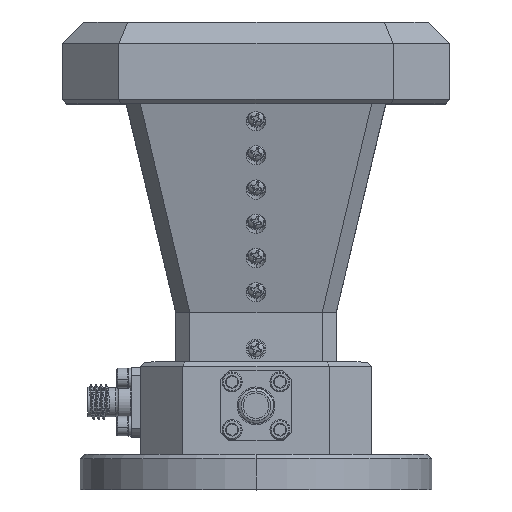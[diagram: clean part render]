
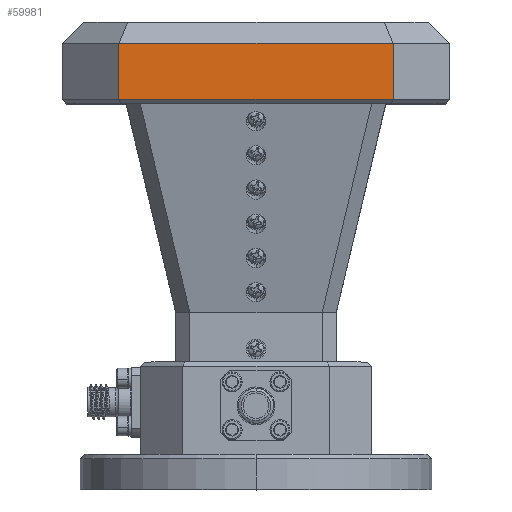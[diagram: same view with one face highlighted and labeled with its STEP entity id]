
A CAD part, top view. The second image highlights one B-rep face of the part: STEP entity #59981.
In plain terms, the highlighted planar face has unit normal (0, 0, 1).
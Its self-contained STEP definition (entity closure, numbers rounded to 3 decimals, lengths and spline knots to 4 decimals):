
#2425 = PLANE ( 'NONE',  #28976 ) ;
#6077 = VERTEX_POINT ( 'NONE', #37374 ) ;
#7886 = LINE ( 'NONE', #18871, #46085 ) ;
#7936 = DIRECTION ( 'NONE',  ( 1., 0., 0. ) ) ;
#8695 = CARTESIAN_POINT ( 'NONE',  ( 0.975, 2.7734, 1.375 ) ) ;
#8829 = ORIENTED_EDGE ( 'NONE', *, *, #70042, .T. ) ;
#13426 = CARTESIAN_POINT ( 'NONE',  ( 1.375, 2.7734, 1.375 ) ) ;
#14919 = LINE ( 'NONE', #48400, #31201 ) ;
#16307 = EDGE_CURVE ( 'NONE', #21801, #22806, #7886, .T. ) ;
#18871 = CARTESIAN_POINT ( 'NONE',  ( 0.975, 2.7434, 1.375 ) ) ;
#20650 = ORIENTED_EDGE ( 'NONE', *, *, #57222, .T. ) ;
#21801 = VERTEX_POINT ( 'NONE', #8695 ) ;
#22806 = VERTEX_POINT ( 'NONE', #64410 ) ;
#24071 = DIRECTION ( 'NONE',  ( 0., 0., 1. ) ) ;
#24965 = VECTOR ( 'NONE', #48237, 39.3701 ) ;
#27828 = CARTESIAN_POINT ( 'NONE',  ( -0.975, 3.1734, 1.375 ) ) ;
#28976 = AXIS2_PLACEMENT_3D ( 'NONE', #58283, #24071, #7936 ) ;
#31201 = VECTOR ( 'NONE', #53528, 39.3701 ) ;
#32347 = ORIENTED_EDGE ( 'NONE', *, *, #37922, .T. ) ;
#36941 = DIRECTION ( 'NONE',  ( 1., 0., 0. ) ) ;
#37374 = CARTESIAN_POINT ( 'NONE',  ( -0.975, 2.7734, 1.375 ) ) ;
#37919 = LINE ( 'NONE', #54097, #24965 ) ;
#37922 = EDGE_CURVE ( 'NONE', #6077, #21801, #42101, .T. ) ;
#41337 = ORIENTED_EDGE ( 'NONE', *, *, #16307, .T. ) ;
#42101 = LINE ( 'NONE', #13426, #45181 ) ;
#45181 = VECTOR ( 'NONE', #36941, 39.3701 ) ;
#46085 = VECTOR ( 'NONE', #46134, 39.3701 ) ;
#46134 = DIRECTION ( 'NONE',  ( 0., 1., 0. ) ) ;
#48237 = DIRECTION ( 'NONE',  ( -1., 0., 0. ) ) ;
#48400 = CARTESIAN_POINT ( 'NONE',  ( -0.975, 2.7434, 1.375 ) ) ;
#53528 = DIRECTION ( 'NONE',  ( 0., -1., 0. ) ) ;
#54097 = CARTESIAN_POINT ( 'NONE',  ( -1.375, 3.1734, 1.375 ) ) ;
#57222 = EDGE_CURVE ( 'NONE', #22806, #65944, #37919, .T. ) ;
#58283 = CARTESIAN_POINT ( 'NONE',  ( 1.375, 2.7434, 1.375 ) ) ;
#59981 = ADVANCED_FACE ( 'NONE', ( #68220 ), #2425, .T. ) ;
#64410 = CARTESIAN_POINT ( 'NONE',  ( 0.975, 3.1734, 1.375 ) ) ;
#65944 = VERTEX_POINT ( 'NONE', #27828 ) ;
#68220 = FACE_OUTER_BOUND ( 'NONE', #71534, .T. ) ;
#70042 = EDGE_CURVE ( 'NONE', #65944, #6077, #14919, .T. ) ;
#71534 = EDGE_LOOP ( 'NONE', ( #8829, #32347, #41337, #20650 ) ) ;
